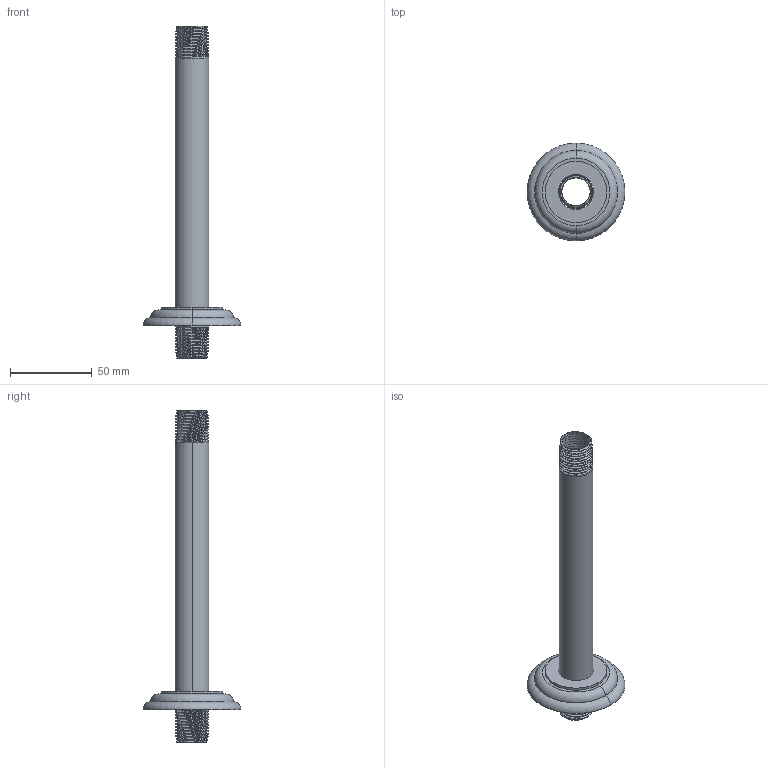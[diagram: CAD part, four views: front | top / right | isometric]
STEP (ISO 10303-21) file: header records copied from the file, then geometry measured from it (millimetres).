
FILE_DESCRIPTION((''),'2;1');
FILE_NAME('517-8_WEB','2010-11-18T',('project'),(''),'PRO/ENGINEER BY PARAMETRIC TECHNOLOGY CORPORATION, 2009300','PRO/ENGINEER BY PARAMETRIC TECHNOLOGY CORPORATION, 2009300','');
FILE_SCHEMA(('CONFIG_CONTROL_DESIGN'));
Length unit declared in the file: inch
Products named in the file (1): 517-8_WEB
Bounding box: 59.94 x 59.94 x 203.2 mm (x, y, z)
Surface area: 32433.1 mm2 (no closed solid volume)
Topology: 0 solids, 2 shells, 88 faces, 230 edges, 148 vertices
Faces by surface type: cone 44, bspline 24, plane 8, cylinder 8, torus 4
Entity records: 7899 total; most frequent: CARTESIAN_POINT 5970, ORIENTED_EDGE 456, DIRECTION 276, EDGE_CURVE 230, VERTEX_POINT 148, B_SPLINE_CURVE_WITH_KNOTS 118, AXIS2_PLACEMENT_3D 100, EDGE_LOOP 94
